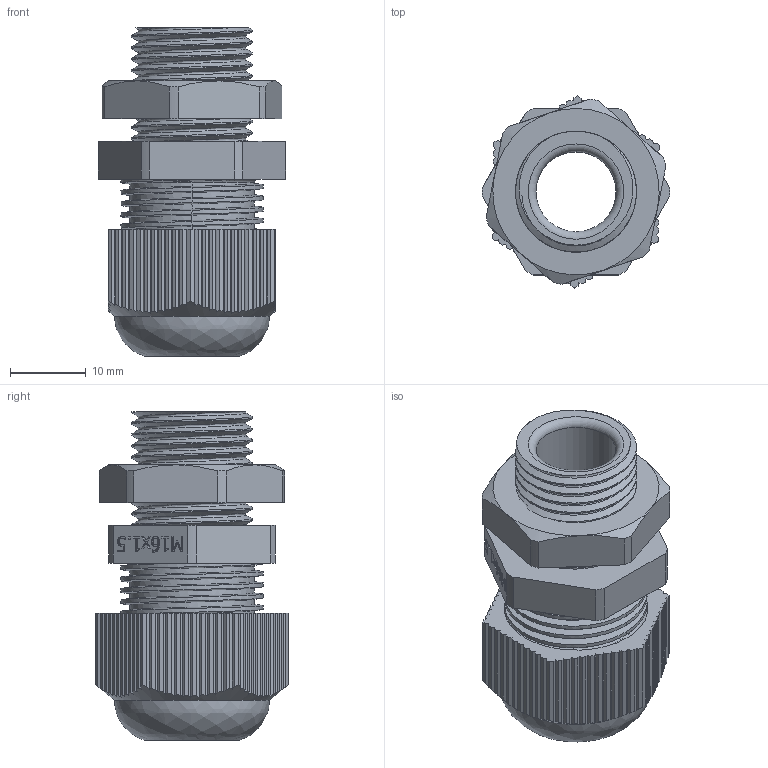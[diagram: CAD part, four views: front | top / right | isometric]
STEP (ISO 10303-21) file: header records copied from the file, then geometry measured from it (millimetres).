
FILE_DESCRIPTION(/* description */ (''),/* implementation_level */ '2;1');
FILE_NAME(/* name */ 'M16 x 1.5 Cable Gland Assembly.stp',/* time_stamp */ '2023-01-04T09:00:11Z',/* author */ ('David'),/* organization */ (''),/* preprocessor_version */ 'ST-DEVELOPER v19.2',/* originating_system */ 'Autodesk Inventor 2023',/* authorisation */ '');
FILE_SCHEMA (('AUTOMOTIVE_DESIGN { 1 0 10303 214 3 1 1 }'));
Length unit declared in the file: millimetre
Products named in the file (4): M16 x 1.5 Cable Gland Assembly; Body; Nut; Compression Nut
Assembly tree (3 placements, depth 2):
  M16 x 1.5 Cable Gland Assembly
    Body
    Nut
    Compression Nut
Bounding box: 24.75 x 25.4 x 43.39 mm (x, y, z)
Volume: 9042.9 mm3; surface area: 10423.3 mm2
Topology: 4 solids, 4 shells, 501 faces, 1432 edges, 950 vertices
Faces by surface type: plane 357, cylinder 72, bspline 44, torus 19, cone 9
Full cylindrical faces by diameter (mm): 10.6 x2, 13.8 x2, 14.3 x3, 15.911 x3, 16 x9, 16.3 x1, 16.5 x6, 17 x1, 17.5 x6, 18.8 x6, 19 x5
Entity records: 23828 total; most frequent: CARTESIAN_POINT 11653, ORIENTED_EDGE 2864, DIRECTION 2070, EDGE_CURVE 1432, VERTEX_POINT 950, LINE 844, VECTOR 844, AXIS2_PLACEMENT_3D 613
